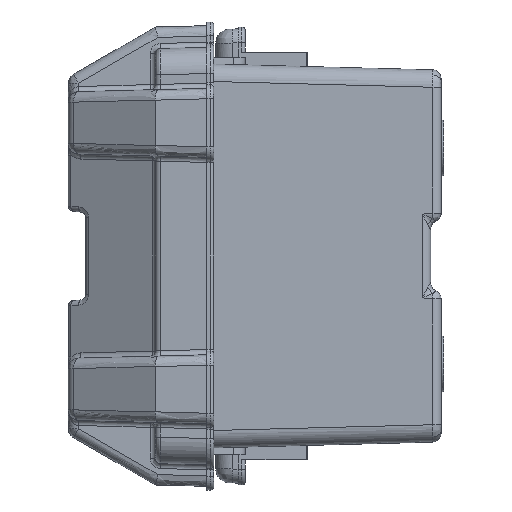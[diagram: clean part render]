
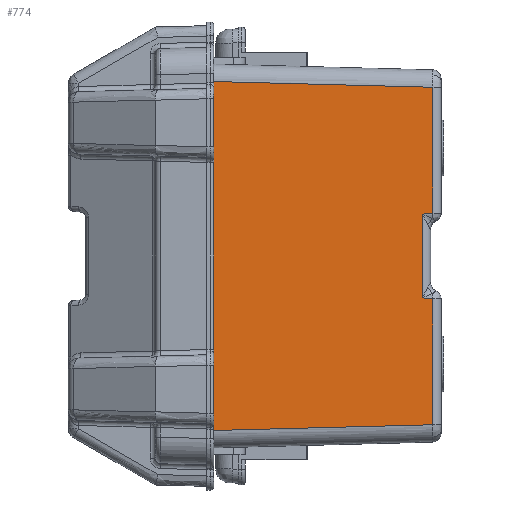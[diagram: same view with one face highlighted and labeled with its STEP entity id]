
A CAD part, left-side view. The second image highlights one B-rep face of the part: STEP entity #774.
In plain terms, the highlighted free-form (B-spline) face has degree [1, 1] with [2, 2] control points.
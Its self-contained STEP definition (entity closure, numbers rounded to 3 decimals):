
#670 = VERTEX_POINT('',#671);
#671 = CARTESIAN_POINT('',(-67.444,-27.448,
    -91.692));
#678 = EDGE_CURVE('',#679,#670,#681,.T.);
#679 = VERTEX_POINT('',#680);
#680 = CARTESIAN_POINT('',(-67.444,-27.448,
    91.692));
#681 = B_SPLINE_CURVE_WITH_KNOTS('',1,(#682,#683),.UNSPECIFIED.,.F.,.F.,
  (2,2),(-211.218,-10.782),.PIECEWISE_BEZIER_KNOTS.);
#682 = CARTESIAN_POINT('',(-67.444,-27.448,
    91.692));
#683 = CARTESIAN_POINT('',(-67.444,-27.448,
    -91.692));
#774 = ADVANCED_FACE('',(#775),#825,.T.);
#775 = FACE_BOUND('',#776,.T.);
#776 = EDGE_LOOP('',(#777,#784,#791,#798,#805,#812,#819,#824));
#777 = ORIENTED_EDGE('',*,*,#778,.T.);
#778 = EDGE_CURVE('',#670,#779,#781,.T.);
#779 = VERTEX_POINT('',#780);
#780 = CARTESIAN_POINT('',(-64.41,-143.306,
    -88.659));
#781 = B_SPLINE_CURVE_WITH_KNOTS('',1,(#782,#783),.UNSPECIFIED.,.F.,.F.,
  (2,2),(30.282,157.),.PIECEWISE_BEZIER_KNOTS.);
#782 = CARTESIAN_POINT('',(-67.444,-27.448,
    -91.692));
#783 = CARTESIAN_POINT('',(-64.41,-143.306,
    -88.659));
#784 = ORIENTED_EDGE('',*,*,#785,.T.);
#785 = EDGE_CURVE('',#779,#786,#788,.T.);
#786 = VERTEX_POINT('',#787);
#787 = CARTESIAN_POINT('',(-64.41,-143.306,
    -22.491));
#788 = B_SPLINE_CURVE_WITH_KNOTS('',1,(#789,#790),.UNSPECIFIED.,.F.,.F.,
  (2,2),(14.098,86.418),.PIECEWISE_BEZIER_KNOTS.);
#789 = CARTESIAN_POINT('',(-64.41,-143.306,
    -88.659));
#790 = CARTESIAN_POINT('',(-64.41,-143.306,
    -22.491));
#791 = ORIENTED_EDGE('',*,*,#792,.T.);
#792 = EDGE_CURVE('',#786,#793,#795,.T.);
#793 = VERTEX_POINT('',#794);
#794 = CARTESIAN_POINT('',(-64.553,-137.817,-22.01)
  );
#795 = B_SPLINE_CURVE_WITH_KNOTS('',1,(#796,#797),.UNSPECIFIED.,.F.,.F.,
  (2,2),(-1.572,4.453),.PIECEWISE_BEZIER_KNOTS.);
#796 = CARTESIAN_POINT('',(-64.41,-143.306,
    -22.491));
#797 = CARTESIAN_POINT('',(-64.553,-137.817,-22.01)
  );
#798 = ORIENTED_EDGE('',*,*,#799,.T.);
#799 = EDGE_CURVE('',#793,#800,#802,.T.);
#800 = VERTEX_POINT('',#801);
#801 = CARTESIAN_POINT('',(-64.553,-137.817,22.01
    ));
#802 = B_SPLINE_CURVE_WITH_KNOTS('',1,(#803,#804),.UNSPECIFIED.,.F.,.F.,
  (2,2),(86.943,135.057),.PIECEWISE_BEZIER_KNOTS.);
#803 = CARTESIAN_POINT('',(-64.553,-137.817,-22.01)
  );
#804 = CARTESIAN_POINT('',(-64.553,-137.817,22.01
    ));
#805 = ORIENTED_EDGE('',*,*,#806,.T.);
#806 = EDGE_CURVE('',#800,#807,#809,.T.);
#807 = VERTEX_POINT('',#808);
#808 = CARTESIAN_POINT('',(-64.41,-143.306,
    22.491));
#809 = B_SPLINE_CURVE_WITH_KNOTS('',1,(#810,#811),.UNSPECIFIED.,.F.,.F.,
  (2,2),(-10.478,-4.453),.PIECEWISE_BEZIER_KNOTS.);
#810 = CARTESIAN_POINT('',(-64.553,-137.817,22.01
    ));
#811 = CARTESIAN_POINT('',(-64.41,-143.306,
    22.491));
#812 = ORIENTED_EDGE('',*,*,#813,.T.);
#813 = EDGE_CURVE('',#807,#814,#816,.T.);
#814 = VERTEX_POINT('',#815);
#815 = CARTESIAN_POINT('',(-64.41,-143.306,
    88.659));
#816 = B_SPLINE_CURVE_WITH_KNOTS('',1,(#817,#818),.UNSPECIFIED.,.F.,.F.,
  (2,2),(135.582,207.902),.PIECEWISE_BEZIER_KNOTS.);
#817 = CARTESIAN_POINT('',(-64.41,-143.306,
    22.491));
#818 = CARTESIAN_POINT('',(-64.41,-143.306,
    88.659));
#819 = ORIENTED_EDGE('',*,*,#820,.T.);
#820 = EDGE_CURVE('',#814,#679,#821,.T.);
#821 = B_SPLINE_CURVE_WITH_KNOTS('',1,(#822,#823),.UNSPECIFIED.,.F.,.F.,
  (2,2),(-151.191,-24.473),.PIECEWISE_BEZIER_KNOTS.);
#822 = CARTESIAN_POINT('',(-64.41,-143.306,
    88.659));
#823 = CARTESIAN_POINT('',(-67.444,-27.448,
    91.692));
#824 = ORIENTED_EDGE('',*,*,#678,.T.);
#825 = B_SPLINE_SURFACE_WITH_KNOTS('',1,1,(
    (#826,#827)
    ,(#828,#829
    )),.UNSPECIFIED.,.F.,.F.,.F.,(2,2),(2,2),(30.01,
    156.685),(10.782,211.218),
  .PIECEWISE_BEZIER_KNOTS.);
#826 = CARTESIAN_POINT('',(-67.444,-27.448,
    -91.692));
#827 = CARTESIAN_POINT('',(-67.444,-27.448,
    91.692));
#828 = CARTESIAN_POINT('',(-64.41,-143.306,
    -91.692));
#829 = CARTESIAN_POINT('',(-64.41,-143.306,
    91.692));
